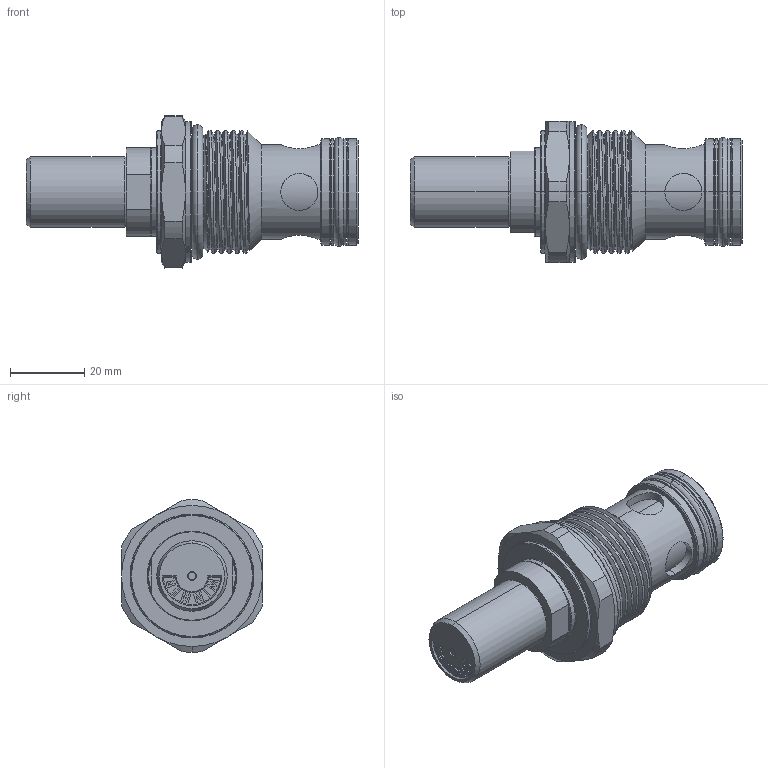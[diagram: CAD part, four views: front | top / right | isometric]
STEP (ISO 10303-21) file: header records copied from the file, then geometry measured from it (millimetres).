
FILE_DESCRIPTION (( 'STEP AP203' ), '1' );
FILE_NAME ('NC16W20-CH.STEP', '2020-12-22T02:15:12', ( '' ), ( '' ), 'SwSTEP 2.0', 'SolidWorks 2018', '' );
FILE_SCHEMA (( 'CONFIG_CONTROL_DESIGN' ));
Length unit declared in the file: millimetre
Products named in the file (1): NC16W20-CH
Bounding box: 89.5 x 38 x 41.1 mm (x, y, z)
Volume: 50447.8 mm3; surface area: 13886.8 mm2
Topology: 4 solids, 10 shells, 249 faces, 571 edges, 359 vertices
Faces by surface type: plane 103, cylinder 80, cone 31, torus 28, bspline 7
Entity records: 9704 total; most frequent: CARTESIAN_POINT 4114, ORIENTED_EDGE 1142, DIRECTION 1128, EDGE_CURVE 571, AXIS2_PLACEMENT_3D 418, VERTEX_POINT 359, LINE 292, VECTOR 292
